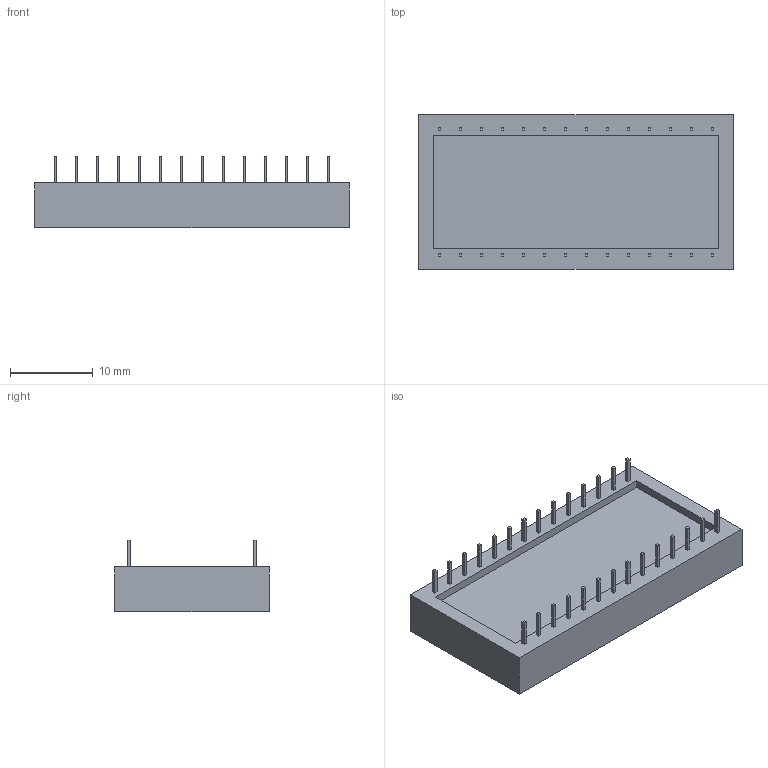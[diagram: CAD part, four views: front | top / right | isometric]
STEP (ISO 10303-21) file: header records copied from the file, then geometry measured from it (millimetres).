
FILE_DESCRIPTION(/* description */ (''),/* implementation_level */ '2;1');
FILE_NAME(/* name */ '100141298ugm000_b.stp',/* time_stamp */ '2016-09-23T12:02:47+02:00',/* author */ (''),/* organization */ (''),/* preprocessor_version */ 'ST-DEVELOPER v16',/* originating_system */ 'SIEMENS PLM Software NX 10.0',/* authorisation */ '');
FILE_SCHEMA (('AUTOMOTIVE_DESIGN { 1 0 10303 214 3 1 1 1 }'));
Length unit declared in the file: millimetre
Products named in the file (1): 100141298ugm000_b
Bounding box: 38.1 x 18.7 x 8.6 mm (x, y, z)
Volume: 3385.7 mm3; surface area: 2260.2 mm2
Topology: 1 solids, 1 shells, 151 faces, 360 edges, 240 vertices
Faces by surface type: plane 151
Entity records: 5287 total; most frequent: CARTESIAN_POINT 752, ORIENTED_EDGE 720, DIRECTION 664, EDGE_CURVE 360, LINE 360, VECTOR 360, VERTEX_POINT 240, EDGE_LOOP 180
